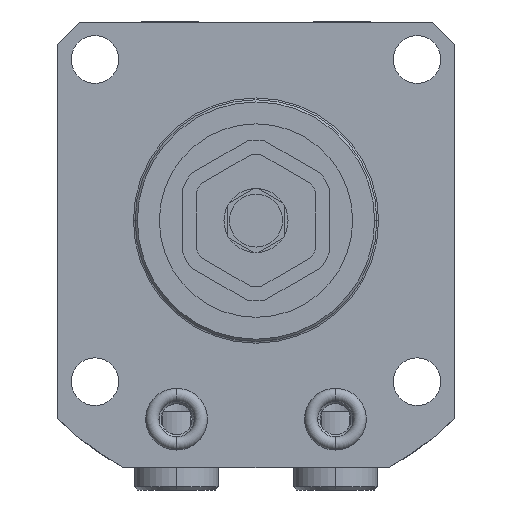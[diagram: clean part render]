
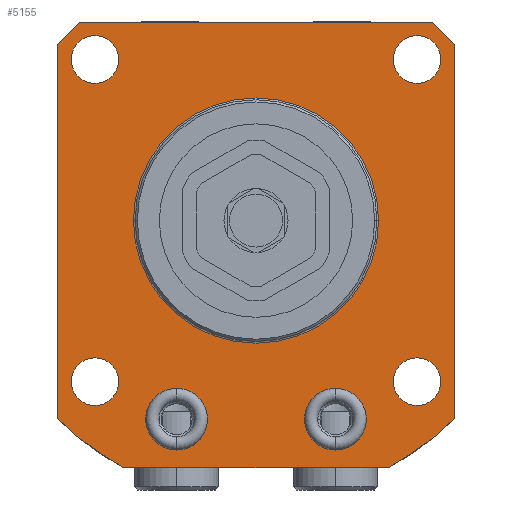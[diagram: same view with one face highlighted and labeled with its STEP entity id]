
A CAD part, front view. The second image highlights one B-rep face of the part: STEP entity #5155.
In plain terms, the highlighted planar face has unit normal (0, -1, 0).
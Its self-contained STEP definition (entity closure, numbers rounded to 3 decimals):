
#287=CARTESIAN_POINT('',(0.,0.,0.));
#288=DIRECTION('',(0.,-1.,0.));
#289=DIRECTION('',(0.471,0.,-0.882));
#290=AXIS2_PLACEMENT_3D('',#287,#288,#289);
#316=CARTESIAN_POINT('',(0.,0.,0.));
#317=DIRECTION('',(0.,-1.,0.));
#318=DIRECTION('',(-0.709,0.,-0.706));
#319=AXIS2_PLACEMENT_3D('',#316,#317,#318);
#450=CARTESIAN_POINT('',(0.,0.,0.));
#451=DIRECTION('',(0.,1.,0.));
#452=DIRECTION('',(-1.,0.,0.));
#453=AXIS2_PLACEMENT_3D('',#450,#451,#452);
#458=CARTESIAN_POINT('',(0.,0.,0.));
#459=DIRECTION('',(0.,1.,0.));
#460=DIRECTION('',(1.,0.,0.));
#461=AXIS2_PLACEMENT_3D('',#458,#459,#460);
#466=DIRECTION('',(1.,0.,0.));
#467=VECTOR('',#466,59.875);
#468=CARTESIAN_POINT('',(-29.937,0.,-56.));
#469=LINE('',#468,#467);
#473=DIRECTION('',(0.,0.,-1.));
#474=VECTOR('',#473,84.802);
#475=CARTESIAN_POINT('',(-45.,0.,40.));
#476=LINE('',#475,#474);
#480=DIRECTION('',(-0.707,0.,-0.707));
#481=VECTOR('',#480,7.071);
#482=CARTESIAN_POINT('',(-40.,0.,45.));
#483=LINE('',#482,#481);
#487=DIRECTION('',(-1.,0.,0.));
#488=VECTOR('',#487,80.);
#489=CARTESIAN_POINT('',(40.,0.,45.));
#490=LINE('',#489,#488);
#494=DIRECTION('',(-0.707,0.,0.707));
#495=VECTOR('',#494,7.071);
#496=CARTESIAN_POINT('',(45.,0.,40.));
#497=LINE('',#496,#495);
#501=DIRECTION('',(0.,0.,1.));
#502=VECTOR('',#501,84.802);
#503=CARTESIAN_POINT('',(45.,0.,-44.802));
#504=LINE('',#503,#502);
#508=CARTESIAN_POINT('',(-36.5,0.,-36.5));
#509=DIRECTION('',(0.,1.,0.));
#510=DIRECTION('',(-1.,0.,0.));
#511=AXIS2_PLACEMENT_3D('',#508,#509,#510);
#516=CARTESIAN_POINT('',(-36.5,0.,-36.5));
#517=DIRECTION('',(0.,1.,0.));
#518=DIRECTION('',(1.,0.,0.));
#519=AXIS2_PLACEMENT_3D('',#516,#517,#518);
#524=CARTESIAN_POINT('',(36.5,0.,-36.5));
#525=DIRECTION('',(0.,1.,0.));
#526=DIRECTION('',(-1.,0.,0.));
#527=AXIS2_PLACEMENT_3D('',#524,#525,#526);
#532=CARTESIAN_POINT('',(36.5,0.,-36.5));
#533=DIRECTION('',(0.,1.,0.));
#534=DIRECTION('',(1.,0.,0.));
#535=AXIS2_PLACEMENT_3D('',#532,#533,#534);
#540=CARTESIAN_POINT('',(36.5,0.,36.5));
#541=DIRECTION('',(0.,1.,0.));
#542=DIRECTION('',(-1.,0.,0.));
#543=AXIS2_PLACEMENT_3D('',#540,#541,#542);
#548=CARTESIAN_POINT('',(36.5,0.,36.5));
#549=DIRECTION('',(0.,1.,0.));
#550=DIRECTION('',(1.,0.,0.));
#551=AXIS2_PLACEMENT_3D('',#548,#549,#550);
#556=CARTESIAN_POINT('',(-36.5,0.,36.5));
#557=DIRECTION('',(0.,1.,0.));
#558=DIRECTION('',(-1.,0.,0.));
#559=AXIS2_PLACEMENT_3D('',#556,#557,#558);
#564=CARTESIAN_POINT('',(-36.5,0.,36.5));
#565=DIRECTION('',(0.,1.,0.));
#566=DIRECTION('',(1.,0.,0.));
#567=AXIS2_PLACEMENT_3D('',#564,#565,#566);
#572=CARTESIAN_POINT('',(-18.,0.,-45.));
#573=DIRECTION('',(0.,-1.,0.));
#574=DIRECTION('',(-1.,0.,0.));
#575=AXIS2_PLACEMENT_3D('',#572,#573,#574);
#580=CARTESIAN_POINT('',(-18.,0.,-45.));
#581=DIRECTION('',(0.,-1.,0.));
#582=DIRECTION('',(1.,0.,0.));
#583=AXIS2_PLACEMENT_3D('',#580,#581,#582);
#588=CARTESIAN_POINT('',(18.,0.,-45.));
#589=DIRECTION('',(0.,1.,0.));
#590=DIRECTION('',(1.,0.,0.));
#591=AXIS2_PLACEMENT_3D('',#588,#589,#590);
#596=CARTESIAN_POINT('',(18.,0.,-45.));
#597=DIRECTION('',(0.,1.,0.));
#598=DIRECTION('',(-1.,0.,0.));
#599=AXIS2_PLACEMENT_3D('',#596,#597,#598);
#4147=CARTESIAN_POINT('',(-29.937,0.,-56.));
#4148=CARTESIAN_POINT('',(29.937,0.,-56.));
#4149=VERTEX_POINT('',#4147);
#4150=VERTEX_POINT('',#4148);
#4151=CARTESIAN_POINT('',(45.,0.,-44.802));
#4152=CARTESIAN_POINT('',(45.,0.,40.));
#4153=VERTEX_POINT('',#4151);
#4154=VERTEX_POINT('',#4152);
#4159=CARTESIAN_POINT('',(-45.,0.,-44.802));
#4160=VERTEX_POINT('',#4159);
#4161=CARTESIAN_POINT('',(-41.9,0.,-36.5));
#4162=CARTESIAN_POINT('',(-31.1,0.,-36.5));
#4163=VERTEX_POINT('',#4161);
#4164=VERTEX_POINT('',#4162);
#4165=CARTESIAN_POINT('',(31.1,0.,-36.5));
#4166=CARTESIAN_POINT('',(41.9,0.,-36.5));
#4167=VERTEX_POINT('',#4165);
#4168=VERTEX_POINT('',#4166);
#4169=CARTESIAN_POINT('',(31.1,0.,36.5));
#4170=CARTESIAN_POINT('',(41.9,0.,36.5));
#4171=VERTEX_POINT('',#4169);
#4172=VERTEX_POINT('',#4170);
#4173=CARTESIAN_POINT('',(-41.9,0.,36.5));
#4174=CARTESIAN_POINT('',(-31.1,0.,36.5));
#4175=VERTEX_POINT('',#4173);
#4176=VERTEX_POINT('',#4174);
#4221=CARTESIAN_POINT('',(-27.785,0.,0.));
#4222=CARTESIAN_POINT('',(27.785,0.,0.));
#4223=VERTEX_POINT('',#4221);
#4224=VERTEX_POINT('',#4222);
#4309=CARTESIAN_POINT('',(-25.,0.,-45.));
#4310=CARTESIAN_POINT('',(-11.,0.,-45.));
#4311=VERTEX_POINT('',#4309);
#4312=VERTEX_POINT('',#4310);
#4337=CARTESIAN_POINT('',(25.,0.,-45.));
#4338=VERTEX_POINT('',#4337);
#4339=CARTESIAN_POINT('',(11.,0.,-45.));
#4340=VERTEX_POINT('',#4339);
#4549=CARTESIAN_POINT('',(40.,0.,45.));
#4550=VERTEX_POINT('',#4549);
#4551=CARTESIAN_POINT('',(-40.,0.,45.));
#4552=VERTEX_POINT('',#4551);
#4553=CARTESIAN_POINT('',(-45.,0.,40.));
#4554=VERTEX_POINT('',#4553);
#5095=CARTESIAN_POINT('',(0.,0.,0.));
#5096=DIRECTION('',(0.,-1.,0.));
#5097=DIRECTION('',(-1.,0.,0.));
#5098=AXIS2_PLACEMENT_3D('',#5095,#5096,#5097);
#5099=PLANE('',#5098);
#5100=ORIENTED_EDGE('',*,*,#4933,.F.);
#5101=ORIENTED_EDGE('',*,*,#4978,.F.);
#5103=ORIENTED_EDGE('',*,*,#5102,.F.);
#5105=ORIENTED_EDGE('',*,*,#5104,.F.);
#5107=ORIENTED_EDGE('',*,*,#5106,.F.);
#5109=ORIENTED_EDGE('',*,*,#5108,.F.);
#5111=ORIENTED_EDGE('',*,*,#5110,.F.);
#5112=ORIENTED_EDGE('',*,*,#4958,.F.);
#5113=EDGE_LOOP('',(#5100,#5101,#5103,#5105,#5107,#5109,#5111,#5112));
#5114=FACE_OUTER_BOUND('',#5113,.F.);
#5116=ORIENTED_EDGE('',*,*,#5115,.F.);
#5118=ORIENTED_EDGE('',*,*,#5117,.F.);
#5119=EDGE_LOOP('',(#5116,#5118));
#5120=FACE_BOUND('',#5119,.F.);
#5122=ORIENTED_EDGE('',*,*,#5121,.F.);
#5124=ORIENTED_EDGE('',*,*,#5123,.F.);
#5125=EDGE_LOOP('',(#5122,#5124));
#5126=FACE_BOUND('',#5125,.F.);
#5127=ORIENTED_EDGE('',*,*,#5075,.F.);
#5128=ORIENTED_EDGE('',*,*,#5089,.F.);
#5129=EDGE_LOOP('',(#5127,#5128));
#5130=FACE_BOUND('',#5129,.F.);
#5132=ORIENTED_EDGE('',*,*,#5131,.F.);
#5134=ORIENTED_EDGE('',*,*,#5133,.F.);
#5135=EDGE_LOOP('',(#5132,#5134));
#5136=FACE_BOUND('',#5135,.F.);
#5138=ORIENTED_EDGE('',*,*,#5137,.F.);
#5140=ORIENTED_EDGE('',*,*,#5139,.F.);
#5141=EDGE_LOOP('',(#5138,#5140));
#5142=FACE_BOUND('',#5141,.F.);
#5144=ORIENTED_EDGE('',*,*,#5143,.T.);
#5146=ORIENTED_EDGE('',*,*,#5145,.T.);
#5147=EDGE_LOOP('',(#5144,#5146));
#5148=FACE_BOUND('',#5147,.F.);
#5150=ORIENTED_EDGE('',*,*,#5149,.F.);
#5152=ORIENTED_EDGE('',*,*,#5151,.F.);
#5153=EDGE_LOOP('',(#5150,#5152));
#5154=FACE_BOUND('',#5153,.F.);
#291=CIRCLE('',#290,63.5);
#320=CIRCLE('',#319,63.5);
#454=CIRCLE('',#453,27.785);
#462=CIRCLE('',#461,27.785);
#512=CIRCLE('',#511,5.4);
#520=CIRCLE('',#519,5.4);
#528=CIRCLE('',#527,5.4);
#536=CIRCLE('',#535,5.4);
#544=CIRCLE('',#543,5.4);
#552=CIRCLE('',#551,5.4);
#560=CIRCLE('',#559,5.4);
#568=CIRCLE('',#567,5.4);
#576=CIRCLE('',#575,7.);
#584=CIRCLE('',#583,7.);
#592=CIRCLE('',#591,7.);
#600=CIRCLE('',#599,7.);
#4933=EDGE_CURVE('',#4149,#4150,#469,.T.);
#4958=EDGE_CURVE('',#4150,#4153,#291,.T.);
#4978=EDGE_CURVE('',#4160,#4149,#320,.T.);
#5075=EDGE_CURVE('',#4167,#4168,#528,.T.);
#5089=EDGE_CURVE('',#4168,#4167,#536,.T.);
#5102=EDGE_CURVE('',#4554,#4160,#476,.T.);
#5104=EDGE_CURVE('',#4552,#4554,#483,.T.);
#5106=EDGE_CURVE('',#4550,#4552,#490,.T.);
#5108=EDGE_CURVE('',#4154,#4550,#497,.T.);
#5110=EDGE_CURVE('',#4153,#4154,#504,.T.);
#5115=EDGE_CURVE('',#4223,#4224,#454,.T.);
#5117=EDGE_CURVE('',#4224,#4223,#462,.T.);
#5121=EDGE_CURVE('',#4163,#4164,#512,.T.);
#5123=EDGE_CURVE('',#4164,#4163,#520,.T.);
#5131=EDGE_CURVE('',#4171,#4172,#544,.T.);
#5133=EDGE_CURVE('',#4172,#4171,#552,.T.);
#5137=EDGE_CURVE('',#4175,#4176,#560,.T.);
#5139=EDGE_CURVE('',#4176,#4175,#568,.T.);
#5143=EDGE_CURVE('',#4311,#4312,#576,.T.);
#5145=EDGE_CURVE('',#4312,#4311,#584,.T.);
#5149=EDGE_CURVE('',#4338,#4340,#592,.T.);
#5151=EDGE_CURVE('',#4340,#4338,#600,.T.);
#5155=ADVANCED_FACE('',(#5114,#5120,#5126,#5130,#5136,#5142,#5148,#5154),#5099,
.T.);
